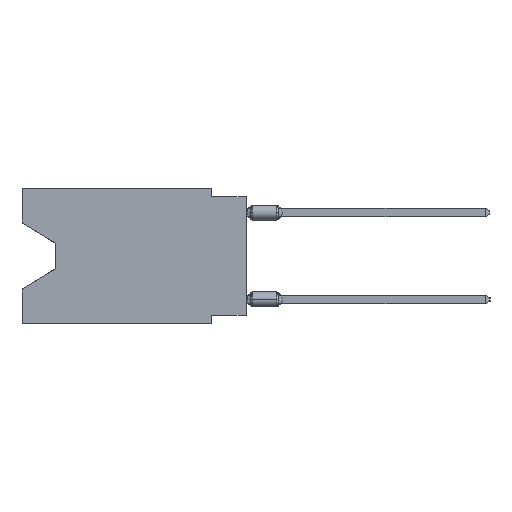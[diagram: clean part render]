
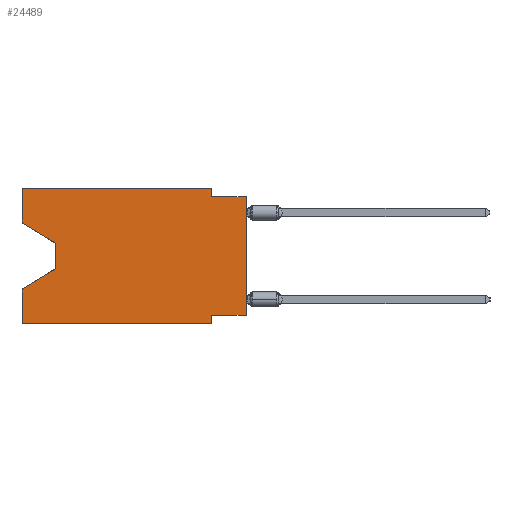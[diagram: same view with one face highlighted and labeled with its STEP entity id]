
A CAD part, left-side view. The second image highlights one B-rep face of the part: STEP entity #24489.
In plain terms, the highlighted planar face has unit normal (-1, 0, 0).
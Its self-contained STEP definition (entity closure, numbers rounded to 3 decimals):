
#213 = DIRECTION ( 'NONE',  ( 0., 0., 1. ) ) ;
#324 = VECTOR ( 'NONE', #34310, 1000. ) ;
#384 = ORIENTED_EDGE ( 'NONE', *, *, #26289, .T. ) ;
#1084 = DIRECTION ( 'NONE',  ( 0., 0., -1. ) ) ;
#1294 = CARTESIAN_POINT ( 'NONE',  ( 0., 13.97, -4.013 ) ) ;
#1808 = CARTESIAN_POINT ( 'NONE',  ( 0., 16.383, 0. ) ) ;
#2297 = VERTEX_POINT ( 'NONE', #17610 ) ;
#2334 = CARTESIAN_POINT ( 'NONE',  ( 0., 16.383, -9.906 ) ) ;
#3623 = ORIENTED_EDGE ( 'NONE', *, *, #35135, .F. ) ;
#3634 = LINE ( 'NONE', #18769, #25759 ) ;
#4073 = CARTESIAN_POINT ( 'NONE',  ( 0., 2.54, -9.906 ) ) ;
#4174 = VECTOR ( 'NONE', #24540, 1000. ) ;
#4293 = ORIENTED_EDGE ( 'NONE', *, *, #6298, .T. ) ;
#4904 = VERTEX_POINT ( 'NONE', #12905 ) ;
#5123 = CARTESIAN_POINT ( 'NONE',  ( 0., 2.54, -9.906 ) ) ;
#5641 = LINE ( 'NONE', #2334, #4174 ) ;
#6196 = CARTESIAN_POINT ( 'NONE',  ( 0., 0., -9.271 ) ) ;
#6298 = EDGE_CURVE ( 'NONE', #4904, #11584, #38216, .T. ) ;
#6494 = VERTEX_POINT ( 'NONE', #8724 ) ;
#7340 = VECTOR ( 'NONE', #1084, 1000. ) ;
#7355 = ORIENTED_EDGE ( 'NONE', *, *, #17686, .F. ) ;
#8724 = CARTESIAN_POINT ( 'NONE',  ( 0., 2.54, -0.635 ) ) ;
#8781 = CARTESIAN_POINT ( 'NONE',  ( 0., 0., -0.635 ) ) ;
#9620 = DIRECTION ( 'NONE',  ( 0., -1., 0. ) ) ;
#9690 = ORIENTED_EDGE ( 'NONE', *, *, #32651, .F. ) ;
#10324 = CARTESIAN_POINT ( 'NONE',  ( 0., 13.97, -5.893 ) ) ;
#10826 = CARTESIAN_POINT ( 'NONE',  ( 0., 0., -0.635 ) ) ;
#10957 = ORIENTED_EDGE ( 'NONE', *, *, #32037, .T. ) ;
#11584 = VERTEX_POINT ( 'NONE', #21704 ) ;
#12126 = VECTOR ( 'NONE', #31519, 1000. ) ;
#12865 = CARTESIAN_POINT ( 'NONE',  ( 0., 0., 0. ) ) ;
#12905 = CARTESIAN_POINT ( 'NONE',  ( 0., 16.383, -2.546 ) ) ;
#13130 = VECTOR ( 'NONE', #15608, 1000. ) ;
#13237 = CARTESIAN_POINT ( 'NONE',  ( 0., 2.54, 0. ) ) ;
#13425 = ORIENTED_EDGE ( 'NONE', *, *, #39416, .F. ) ;
#15218 = LINE ( 'NONE', #8781, #324 ) ;
#15504 = CARTESIAN_POINT ( 'NONE',  ( 0., 16.383, -7.36 ) ) ;
#15608 = DIRECTION ( 'NONE',  ( 0., 0., -1. ) ) ;
#15677 = VERTEX_POINT ( 'NONE', #15504 ) ;
#16223 = DIRECTION ( 'NONE',  ( 0., -0.855, -0.519 ) ) ;
#16260 = LINE ( 'NONE', #25426, #36854 ) ;
#16385 = LINE ( 'NONE', #12865, #35694 ) ;
#16755 = DIRECTION ( 'NONE',  ( 0., 0.855, -0.519 ) ) ;
#17610 = CARTESIAN_POINT ( 'NONE',  ( 0., 0., -9.271 ) ) ;
#17686 = EDGE_CURVE ( 'NONE', #6494, #18004, #15218, .T. ) ;
#18004 = VERTEX_POINT ( 'NONE', #10826 ) ;
#18729 = LINE ( 'NONE', #31407, #13130 ) ;
#18769 = CARTESIAN_POINT ( 'NONE',  ( 0., 16.383, 0. ) ) ;
#20266 = ORIENTED_EDGE ( 'NONE', *, *, #24400, .F. ) ;
#20365 = VECTOR ( 'NONE', #33808, 1000. ) ;
#20721 = VERTEX_POINT ( 'NONE', #24173 ) ;
#21332 = VERTEX_POINT ( 'NONE', #13237 ) ;
#21697 = DIRECTION ( 'NONE',  ( 0., 0., -1. ) ) ;
#21704 = CARTESIAN_POINT ( 'NONE',  ( 0., 13.97, -4.013 ) ) ;
#22458 = CARTESIAN_POINT ( 'NONE',  ( 0., 16.383, -2.546 ) ) ;
#22737 = CARTESIAN_POINT ( 'NONE',  ( 0., 16.383, -9.906 ) ) ;
#23336 = EDGE_CURVE ( 'NONE', #25841, #15677, #3634, .T. ) ;
#23642 = VERTEX_POINT ( 'NONE', #33854 ) ;
#23709 = EDGE_CURVE ( 'NONE', #2297, #18004, #16385, .T. ) ;
#24014 = DIRECTION ( 'NONE',  ( 1., 0., 0. ) ) ;
#24173 = CARTESIAN_POINT ( 'NONE',  ( 0., 13.97, -5.893 ) ) ;
#24341 = VECTOR ( 'NONE', #16223, 1000. ) ;
#24400 = EDGE_CURVE ( 'NONE', #23642, #26006, #40386, .T. ) ;
#24483 = EDGE_LOOP ( 'NONE', ( #4293, #384, #26217, #25848, #10957, #20266, #9690, #31954, #7355, #35217, #3623, #13425 ) ) ;
#24489 = ADVANCED_FACE ( 'NONE', ( #37460 ), #33557, .F. ) ;
#24540 = DIRECTION ( 'NONE',  ( 0., -1., 0. ) ) ;
#25157 = VECTOR ( 'NONE', #31049, 1000. ) ;
#25290 = CARTESIAN_POINT ( 'NONE',  ( 0., 16.383, 0. ) ) ;
#25426 = CARTESIAN_POINT ( 'NONE',  ( 0., 16.383, 0. ) ) ;
#25604 = CARTESIAN_POINT ( 'NONE',  ( 0., 16.383, 0. ) ) ;
#25759 = VECTOR ( 'NONE', #40575, 1000. ) ;
#25841 = VERTEX_POINT ( 'NONE', #22737 ) ;
#25848 = ORIENTED_EDGE ( 'NONE', *, *, #23336, .F. ) ;
#26006 = VERTEX_POINT ( 'NONE', #4073 ) ;
#26217 = ORIENTED_EDGE ( 'NONE', *, *, #27325, .T. ) ;
#26289 = EDGE_CURVE ( 'NONE', #11584, #20721, #31820, .T. ) ;
#27325 = EDGE_CURVE ( 'NONE', #20721, #15677, #29245, .T. ) ;
#28000 = LINE ( 'NONE', #25290, #20365 ) ;
#29132 = AXIS2_PLACEMENT_3D ( 'NONE', #1808, #24014, #21697 ) ;
#29245 = LINE ( 'NONE', #10324, #30610 ) ;
#30610 = VECTOR ( 'NONE', #16755, 1000. ) ;
#31049 = DIRECTION ( 'NONE',  ( 0., 0., -1. ) ) ;
#31407 = CARTESIAN_POINT ( 'NONE',  ( 0., 2.54, 0. ) ) ;
#31519 = DIRECTION ( 'NONE',  ( 0., 1., 0. ) ) ;
#31722 = LINE ( 'NONE', #6196, #12126 ) ;
#31820 = LINE ( 'NONE', #1294, #7340 ) ;
#31954 = ORIENTED_EDGE ( 'NONE', *, *, #23709, .T. ) ;
#32037 = EDGE_CURVE ( 'NONE', #25841, #26006, #5641, .T. ) ;
#32651 = EDGE_CURVE ( 'NONE', #2297, #23642, #31722, .T. ) ;
#33557 = PLANE ( 'NONE',  #29132 ) ;
#33808 = DIRECTION ( 'NONE',  ( 0., 0., 1. ) ) ;
#33854 = CARTESIAN_POINT ( 'NONE',  ( 0., 2.54, -9.271 ) ) ;
#34310 = DIRECTION ( 'NONE',  ( 0., -1., 0. ) ) ;
#35135 = EDGE_CURVE ( 'NONE', #40410, #21332, #16260, .T. ) ;
#35217 = ORIENTED_EDGE ( 'NONE', *, *, #40452, .F. ) ;
#35694 = VECTOR ( 'NONE', #213, 1000. ) ;
#36854 = VECTOR ( 'NONE', #9620, 1000. ) ;
#37460 = FACE_OUTER_BOUND ( 'NONE', #24483, .T. ) ;
#38216 = LINE ( 'NONE', #22458, #24341 ) ;
#39416 = EDGE_CURVE ( 'NONE', #4904, #40410, #28000, .T. ) ;
#40386 = LINE ( 'NONE', #5123, #25157 ) ;
#40410 = VERTEX_POINT ( 'NONE', #25604 ) ;
#40452 = EDGE_CURVE ( 'NONE', #21332, #6494, #18729, .T. ) ;
#40575 = DIRECTION ( 'NONE',  ( 0., 0., 1. ) ) ;
